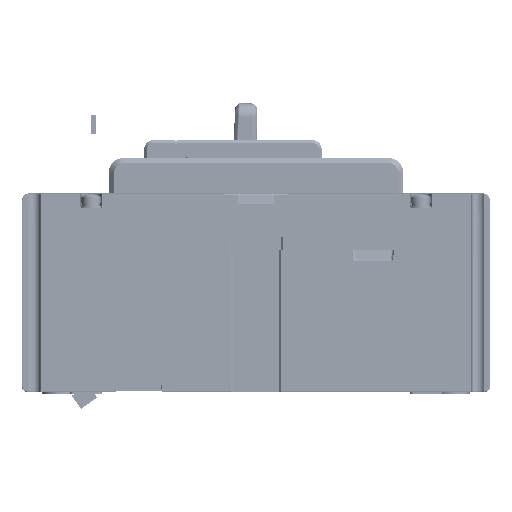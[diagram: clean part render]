
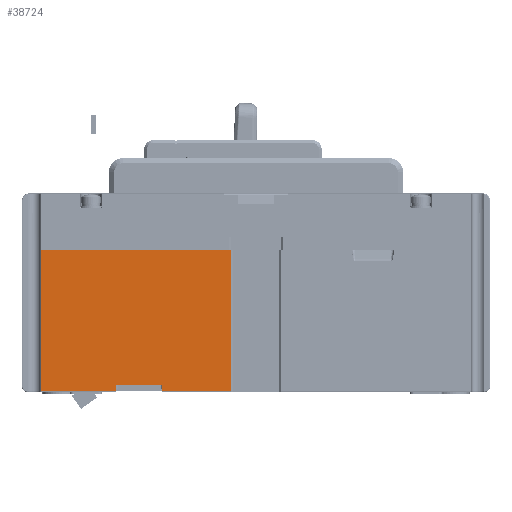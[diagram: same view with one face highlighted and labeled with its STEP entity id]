
A CAD part, front view. The second image highlights one B-rep face of the part: STEP entity #38724.
In plain terms, the highlighted planar face has unit normal (0, -1, 0).
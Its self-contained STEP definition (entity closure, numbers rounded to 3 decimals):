
#759=DIRECTION('',(1.,0.,0.));
#760=VECTOR('',#759,53.56);
#761=CARTESIAN_POINT('',(-60.56,-28.,0.));
#762=LINE('',#761,#760);
#8870=DIRECTION('',(0.,0.,1.));
#8871=VECTOR('',#8870,39.8);
#8872=CARTESIAN_POINT('',(-7.,-28.,-39.8));
#8873=LINE('',#8872,#8871);
#8874=DIRECTION('',(-1.,0.,0.));
#8875=VECTOR('',#8874,19.5);
#8876=CARTESIAN_POINT('',(-7.,-28.,-39.8));
#8877=LINE('',#8876,#8875);
#8878=DIRECTION('',(0.,0.,1.));
#8879=VECTOR('',#8878,1.8);
#8880=CARTESIAN_POINT('',(-26.5,-28.,-39.8));
#8881=LINE('',#8880,#8879);
#8882=DIRECTION('',(1.,0.,0.));
#8883=VECTOR('',#8882,13.);
#8884=CARTESIAN_POINT('',(-39.5,-28.,-38.));
#8885=LINE('',#8884,#8883);
#8886=DIRECTION('',(0.,0.,1.));
#8887=VECTOR('',#8886,1.8);
#8888=CARTESIAN_POINT('',(-39.5,-28.,-39.8));
#8889=LINE('',#8888,#8887);
#8890=DIRECTION('',(-1.,0.,0.));
#8891=VECTOR('',#8890,21.06);
#8892=CARTESIAN_POINT('',(-39.5,-28.,-39.8));
#8893=LINE('',#8892,#8891);
#8894=DIRECTION('',(0.,0.,-1.));
#8895=VECTOR('',#8894,39.8);
#8896=CARTESIAN_POINT('',(-60.56,-28.,0.));
#8897=LINE('',#8896,#8895);
#22353=CARTESIAN_POINT('',(-39.5,-28.,-38.));
#22354=CARTESIAN_POINT('',(-26.5,-28.,-38.));
#22355=VERTEX_POINT('',#22353);
#22356=VERTEX_POINT('',#22354);
#23231=CARTESIAN_POINT('',(-60.56,-28.,0.));
#23232=CARTESIAN_POINT('',(-60.56,-28.,-39.8));
#23233=VERTEX_POINT('',#23231);
#23234=VERTEX_POINT('',#23232);
#23253=CARTESIAN_POINT('',(-39.5,-28.,-39.8));
#23254=VERTEX_POINT('',#23253);
#23355=CARTESIAN_POINT('',(-26.5,-28.,-39.8));
#23356=VERTEX_POINT('',#23355);
#23395=CARTESIAN_POINT('',(-7.,-28.,-39.8));
#23396=CARTESIAN_POINT('',(-7.,-28.,0.));
#23397=VERTEX_POINT('',#23395);
#23398=VERTEX_POINT('',#23396);
#38704=CARTESIAN_POINT('',(-60.75,-28.,0.));
#38705=DIRECTION('',(0.,-1.,0.));
#38706=DIRECTION('',(1.,0.,0.));
#38707=AXIS2_PLACEMENT_3D('',#38704,#38705,#38706);
#38708=PLANE('',#38707);
#38710=ORIENTED_EDGE('',*,*,#38709,.F.);
#38712=ORIENTED_EDGE('',*,*,#38711,.T.);
#38713=ORIENTED_EDGE('',*,*,#38690,.T.);
#38714=ORIENTED_EDGE('',*,*,#38410,.F.);
#38716=ORIENTED_EDGE('',*,*,#38715,.F.);
#38718=ORIENTED_EDGE('',*,*,#38717,.T.);
#38720=ORIENTED_EDGE('',*,*,#38719,.F.);
#38721=ORIENTED_EDGE('',*,*,#28061,.T.);
#38722=EDGE_LOOP('',(#38710,#38712,#38713,#38714,#38716,#38718,#38720,#38721));
#38723=FACE_OUTER_BOUND('',#38722,.F.);
#38724=ADVANCED_FACE('',(#38723),#38708,.T.);
#28061=EDGE_CURVE('',#23233,#23398,#762,.T.);
#38410=EDGE_CURVE('',#22355,#22356,#8885,.T.);
#38690=EDGE_CURVE('',#23356,#22356,#8881,.T.);
#38709=EDGE_CURVE('',#23397,#23398,#8873,.T.);
#38711=EDGE_CURVE('',#23397,#23356,#8877,.T.);
#38715=EDGE_CURVE('',#23254,#22355,#8889,.T.);
#38717=EDGE_CURVE('',#23254,#23234,#8893,.T.);
#38719=EDGE_CURVE('',#23233,#23234,#8897,.T.);
